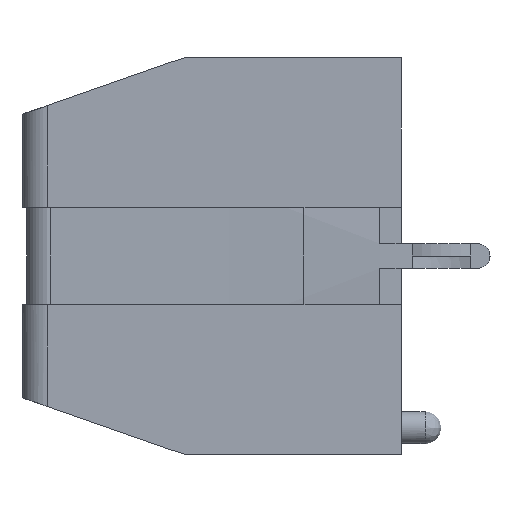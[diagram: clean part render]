
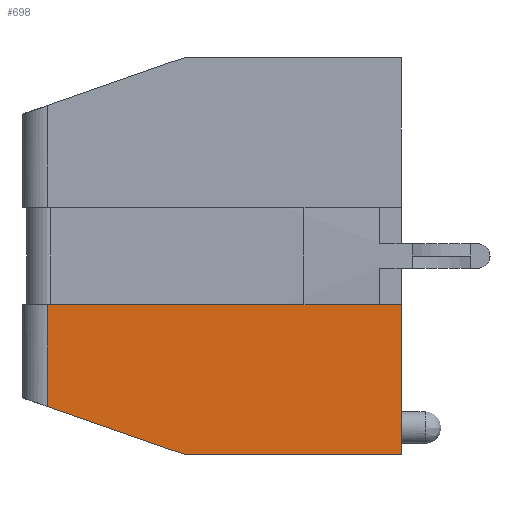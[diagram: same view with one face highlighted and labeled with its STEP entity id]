
A CAD part, left-side view. The second image highlights one B-rep face of the part: STEP entity #698.
In plain terms, the highlighted planar face has unit normal (-1, 0.018, 0).
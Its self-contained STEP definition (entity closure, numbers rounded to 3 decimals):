
#334 = CARTESIAN_POINT ( 'NONE',  ( -28.159, -9.447, -0.953 ) ) ;
#494 = EDGE_CURVE ( 'NONE', #3620, #5616, #3823, .T. ) ;
#698 = ADVANCED_FACE ( 'NONE', ( #880 ), #911, .T. ) ;
#880 = FACE_OUTER_BOUND ( 'NONE', #1027, .T. ) ;
#911 = PLANE ( 'NONE',  #2788 ) ;
#1027 = EDGE_LOOP ( 'NONE', ( #4078, #1309, #1516, #4493, #2847 ) ) ;
#1078 = VECTOR ( 'NONE', #4681, 1000. ) ;
#1113 = CARTESIAN_POINT ( 'NONE',  ( -28.011, -0.938, -6.82 ) ) ;
#1175 = VECTOR ( 'NONE', #3167, 1000. ) ;
#1309 = ORIENTED_EDGE ( 'NONE', *, *, #5674, .F. ) ;
#1444 = CARTESIAN_POINT ( 'NONE',  ( -27.9, 5.412, -0.953 ) ) ;
#1452 = VERTEX_POINT ( 'NONE', #3170 ) ;
#1516 = ORIENTED_EDGE ( 'NONE', *, *, #3471, .T. ) ;
#1755 = VECTOR ( 'NONE', #5135, 1000. ) ;
#1818 = LINE ( 'NONE', #5379, #1078 ) ;
#2788 = AXIS2_PLACEMENT_3D ( 'NONE', #5903, #3750, #4684 ) ;
#2847 = ORIENTED_EDGE ( 'NONE', *, *, #494, .T. ) ;
#2895 = DIRECTION ( 'NONE',  ( -0.016, -0.944, -0.33 ) ) ;
#2930 = CARTESIAN_POINT ( 'NONE',  ( -28.159, -9.447, -0.953 ) ) ;
#3167 = DIRECTION ( 'NONE',  ( 0.017, 1., 0. ) ) ;
#3170 = CARTESIAN_POINT ( 'NONE',  ( -27.917, 4.414, -0.953 ) ) ;
#3400 = EDGE_CURVE ( 'NONE', #4017, #5616, #3644, .T. ) ;
#3471 = EDGE_CURVE ( 'NONE', #5432, #1452, #4240, .T. ) ;
#3620 = VERTEX_POINT ( 'NONE', #4510 ) ;
#3644 = LINE ( 'NONE', #5399, #1175 ) ;
#3750 = DIRECTION ( 'NONE',  ( -1., 0.017, 0. ) ) ;
#3823 = LINE ( 'NONE', #5192, #5197 ) ;
#3991 = CARTESIAN_POINT ( 'NONE',  ( -28.159, -9.447, -2.908 ) ) ;
#4017 = VERTEX_POINT ( 'NONE', #4186 ) ;
#4078 = ORIENTED_EDGE ( 'NONE', *, *, #3400, .F. ) ;
#4186 = CARTESIAN_POINT ( 'NONE',  ( -28.159, -9.447, -6.82 ) ) ;
#4240 = LINE ( 'NONE', #1444, #1755 ) ;
#4493 = ORIENTED_EDGE ( 'NONE', *, *, #5726, .T. ) ;
#4510 = CARTESIAN_POINT ( 'NONE',  ( -27.917, 4.414, -4.947 ) ) ;
#4681 = DIRECTION ( 'NONE',  ( 0., 0., -1. ) ) ;
#4684 = DIRECTION ( 'NONE',  ( -0.017, -1., 0. ) ) ;
#4976 = CARTESIAN_POINT ( 'NONE',  ( -28.159, -9.447, -6.82 ) ) ;
#5135 = DIRECTION ( 'NONE',  ( 0.017, 1., 0. ) ) ;
#5150 = B_SPLINE_CURVE_WITH_KNOTS ( 'NONE', 3,
 ( #334, #3991, #5449, #4976 ),
 .UNSPECIFIED., .F., .F.,
 ( 4, 4 ),
 ( 0., 1. ),
 .UNSPECIFIED. ) ;
#5192 = CARTESIAN_POINT ( 'NONE',  ( -27.917, 4.414, -4.947 ) ) ;
#5197 = VECTOR ( 'NONE', #2895, 1000. ) ;
#5379 = CARTESIAN_POINT ( 'NONE',  ( -27.917, 4.414, 0.952 ) ) ;
#5399 = CARTESIAN_POINT ( 'NONE',  ( -28.159, -9.447, -6.82 ) ) ;
#5432 = VERTEX_POINT ( 'NONE', #2930 ) ;
#5449 = CARTESIAN_POINT ( 'NONE',  ( -28.159, -9.447, -4.864 ) ) ;
#5616 = VERTEX_POINT ( 'NONE', #1113 ) ;
#5674 = EDGE_CURVE ( 'NONE', #5432, #4017, #5150, .T. ) ;
#5726 = EDGE_CURVE ( 'NONE', #1452, #3620, #1818, .T. ) ;
#5903 = CARTESIAN_POINT ( 'NONE',  ( -27.9, 5.412, 0.952 ) ) ;
